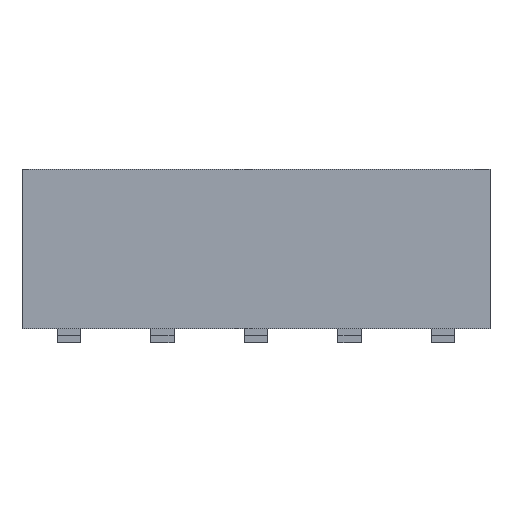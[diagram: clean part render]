
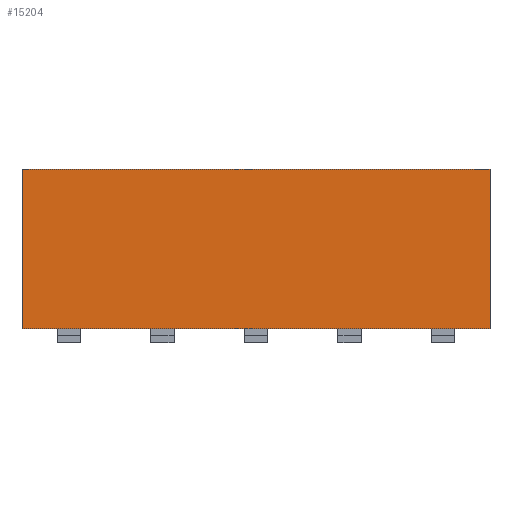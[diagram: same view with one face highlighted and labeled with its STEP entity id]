
A CAD part, front view. The second image highlights one B-rep face of the part: STEP entity #15204.
In plain terms, the highlighted planar face has unit normal (0, -1, 0).
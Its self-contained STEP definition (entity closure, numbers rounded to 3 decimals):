
#1517=FACE_OUTER_BOUND('',#2247,.T.);
#2247=EDGE_LOOP('',(#12634,#12635,#12636,#12637));
#3709=LINE('',#24540,#5293);
#3710=LINE('',#24542,#5294);
#3711=LINE('',#24544,#5295);
#3712=LINE('',#24545,#5296);
#5293=VECTOR('',#20329,1.);
#5294=VECTOR('',#20330,1.);
#5295=VECTOR('',#20331,1.);
#5296=VECTOR('',#20332,1.);
#6790=VERTEX_POINT('',#24538);
#6791=VERTEX_POINT('',#24539);
#6792=VERTEX_POINT('',#24541);
#6793=VERTEX_POINT('',#24543);
#8833=EDGE_CURVE('',#6790,#6791,#3709,.T.);
#8834=EDGE_CURVE('',#6790,#6792,#3710,.T.);
#8835=EDGE_CURVE('',#6793,#6792,#3711,.T.);
#8836=EDGE_CURVE('',#6791,#6793,#3712,.T.);
#12634=ORIENTED_EDGE('',*,*,#8833,.F.);
#12635=ORIENTED_EDGE('',*,*,#8834,.T.);
#12636=ORIENTED_EDGE('',*,*,#8835,.F.);
#12637=ORIENTED_EDGE('',*,*,#8836,.F.);
#13743=PLANE('',#16517);
#15204=ADVANCED_FACE('',(#1517),#13743,.F.);
#16517=AXIS2_PLACEMENT_3D('',#24537,#20327,#20328);
#20327=DIRECTION('center_axis',(0.,1.,0.));
#20328=DIRECTION('ref_axis',(0.,0.,
-1.));
#20329=DIRECTION('',(0.,0.,-1.));
#20330=DIRECTION('',(-1.,0.,0.));
#20331=DIRECTION('',(0.,0.,1.));
#20332=DIRECTION('',(-1.,0.,0.));
#24537=CARTESIAN_POINT('Origin',(-38.546,-2.194,0.399));
#24538=CARTESIAN_POINT('',(-32.546,-2.194,0.399));
#24539=CARTESIAN_POINT('',(-32.546,-2.194,-3.001));
#24540=CARTESIAN_POINT('',(-32.546,-2.194,0.399));
#24541=CARTESIAN_POINT('',(-42.546,-2.194,0.399));
#24542=CARTESIAN_POINT('',(-24.546,-2.194,0.399));
#24543=CARTESIAN_POINT('',(-42.546,-2.194,-3.001));
#24544=CARTESIAN_POINT('',(-42.546,-2.194,-3.001));
#24545=CARTESIAN_POINT('',(-24.546,-2.194,-3.001));
